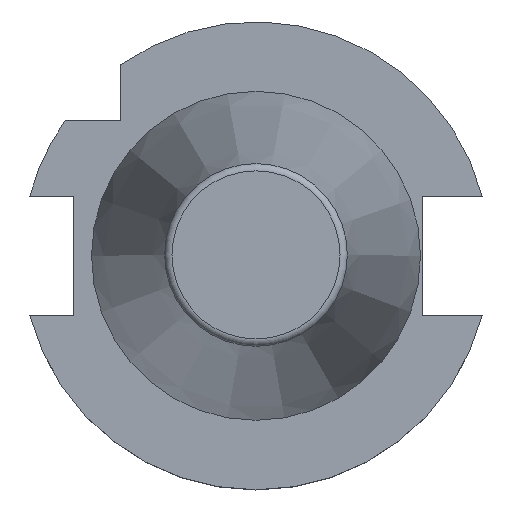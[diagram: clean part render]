
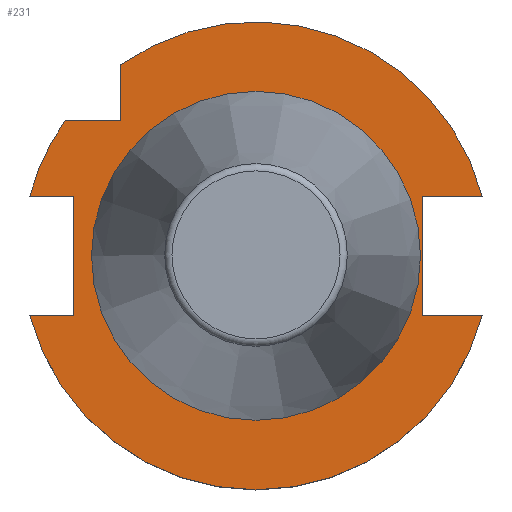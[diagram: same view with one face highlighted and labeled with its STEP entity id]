
A CAD part, top view. The second image highlights one B-rep face of the part: STEP entity #231.
In plain terms, the highlighted planar face has unit normal (0, 0, 1).
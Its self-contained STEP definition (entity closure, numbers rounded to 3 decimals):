
#66=LINE('',#1452,#117);
#67=LINE('',#1455,#118);
#68=LINE('',#1456,#119);
#69=LINE('',#1458,#120);
#70=LINE('',#1460,#121);
#71=LINE('',#1461,#122);
#72=LINE('',#1463,#123);
#73=LINE('',#1464,#124);
#117=VECTOR('',#1163,1.);
#118=VECTOR('',#1164,1.);
#119=VECTOR('',#1165,1.);
#120=VECTOR('',#1166,1.);
#121=VECTOR('',#1167,1.);
#122=VECTOR('',#1168,1.);
#123=VECTOR('',#1169,1.);
#124=VECTOR('',#1170,1.);
#200=PLANE('',#998);
#231=ADVANCED_FACE('CU_FL_SU_5',(#310,#311),#200,.F.);
#310=FACE_BOUND('',#373,.T.);
#311=FACE_BOUND('',#374,.T.);
#373=EDGE_LOOP('',(#484,#485,#486,#487,#488,#489,#490,#491,#492,#493,#494));
#374=EDGE_LOOP('',(#495));
#484=ORIENTED_EDGE('',*,*,#801,.F.);
#485=ORIENTED_EDGE('',*,*,#802,.T.);
#486=ORIENTED_EDGE('',*,*,#789,.F.);
#487=ORIENTED_EDGE('',*,*,#803,.F.);
#488=ORIENTED_EDGE('',*,*,#804,.T.);
#489=ORIENTED_EDGE('',*,*,#805,.T.);
#490=ORIENTED_EDGE('',*,*,#793,.T.);
#491=ORIENTED_EDGE('',*,*,#806,.T.);
#492=ORIENTED_EDGE('',*,*,#807,.F.);
#493=ORIENTED_EDGE('',*,*,#797,.F.);
#494=ORIENTED_EDGE('',*,*,#808,.F.);
#495=ORIENTED_EDGE('',*,*,#809,.T.);
#700=VERTEX_POINT('',#1421);
#702=VERTEX_POINT('',#1425);
#703=VERTEX_POINT('',#1429);
#706=VERTEX_POINT('',#1434);
#708=VERTEX_POINT('',#1439);
#710=VERTEX_POINT('',#1443);
#713=VERTEX_POINT('',#1453);
#714=VERTEX_POINT('',#1454);
#715=VERTEX_POINT('',#1457);
#716=VERTEX_POINT('',#1459);
#717=VERTEX_POINT('',#1462);
#718=VERTEX_POINT('',#1466);
#789=EDGE_CURVE('',#702,#700,#895,.T.);
#793=EDGE_CURVE('',#703,#706,#897,.T.);
#797=EDGE_CURVE('',#710,#708,#899,.T.);
#801=EDGE_CURVE('',#713,#714,#66,.T.);
#802=EDGE_CURVE('',#713,#700,#67,.T.);
#803=EDGE_CURVE('',#715,#702,#68,.T.);
#804=EDGE_CURVE('',#715,#716,#69,.T.);
#805=EDGE_CURVE('',#716,#703,#70,.T.);
#806=EDGE_CURVE('',#706,#717,#71,.T.);
#807=EDGE_CURVE('',#708,#717,#72,.T.);
#808=EDGE_CURVE('',#714,#710,#73,.T.);
#809=EDGE_CURVE('',#718,#718,#901,.T.);
#895=CIRCLE('',#987,31.75);
#897=CIRCLE('',#990,31.75);
#899=CIRCLE('',#993,31.75);
#901=CIRCLE('',#997,22.);
#987=AXIS2_PLACEMENT_3D('',#1426,#1137,#1138);
#990=AXIS2_PLACEMENT_3D('',#1435,#1145,#1146);
#993=AXIS2_PLACEMENT_3D('',#1444,#1153,#1154);
#997=AXIS2_PLACEMENT_3D('',#1465,#1171,#1172);
#998=AXIS2_PLACEMENT_3D('',#1467,#1173,#1174);
#1137=DIRECTION('',(0.,0.,-1.));
#1138=DIRECTION('',(-1.,0.,0.));
#1145=DIRECTION('',(0.,0.,1.));
#1146=DIRECTION('',(-1.,0.,0.));
#1153=DIRECTION('',(0.,0.,-1.));
#1154=DIRECTION('',(-1.,0.,0.));
#1163=DIRECTION('',(0.,1.,0.));
#1164=DIRECTION('',(-1.,0.,0.));
#1165=DIRECTION('',(1.,0.,0.));
#1166=DIRECTION('',(0.,1.,0.));
#1167=DIRECTION('',(1.,0.,0.));
#1168=DIRECTION('',(0.,-1.,0.));
#1169=DIRECTION('',(1.,0.,0.));
#1170=DIRECTION('',(-1.,0.,0.));
#1171=DIRECTION('',(0.,0.,-1.));
#1172=DIRECTION('',(-1.,0.,0.));
#1173=DIRECTION('',(0.,0.,-1.));
#1174=DIRECTION('',(-1.,0.,0.));
#1421=CARTESIAN_POINT('',(-30.701,-8.095,-3.2));
#1425=CARTESIAN_POINT('',(30.701,-8.095,-3.2));
#1426=CARTESIAN_POINT('',(0.,0.,-3.2));
#1429=CARTESIAN_POINT('',(30.701,8.095,-3.2));
#1434=CARTESIAN_POINT('',(-18.35,25.91,-3.2));
#1435=CARTESIAN_POINT('',(0.,0.,-3.2));
#1439=CARTESIAN_POINT('',(-25.91,18.35,-3.2));
#1443=CARTESIAN_POINT('',(-30.701,8.095,-3.2));
#1444=CARTESIAN_POINT('',(0.,0.,-3.2));
#1452=CARTESIAN_POINT('',(-24.8,22.,-3.2));
#1453=CARTESIAN_POINT('',(-24.8,-8.095,-3.2));
#1454=CARTESIAN_POINT('',(-24.8,8.095,-3.2));
#1455=CARTESIAN_POINT('',(-41.75,-8.095,-3.2));
#1456=CARTESIAN_POINT('',(0.,-8.095,-3.2));
#1457=CARTESIAN_POINT('',(22.6,-8.095,-3.2));
#1458=CARTESIAN_POINT('',(22.6,22.,-3.2));
#1459=CARTESIAN_POINT('',(22.6,8.095,-3.2));
#1460=CARTESIAN_POINT('',(41.75,8.095,-3.2));
#1461=CARTESIAN_POINT('',(-18.35,22.,-3.2));
#1462=CARTESIAN_POINT('',(-18.35,18.35,-3.2));
#1463=CARTESIAN_POINT('',(0.,18.35,-3.2));
#1464=CARTESIAN_POINT('',(0.,8.095,-3.2));
#1465=CARTESIAN_POINT('',(0.,0.,-3.2));
#1466=CARTESIAN_POINT('',(-22.,0.,-3.2));
#1467=CARTESIAN_POINT('',(0.,22.,-3.2));
